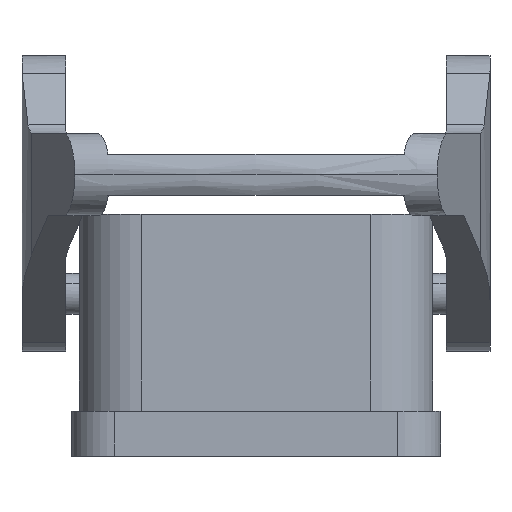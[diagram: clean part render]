
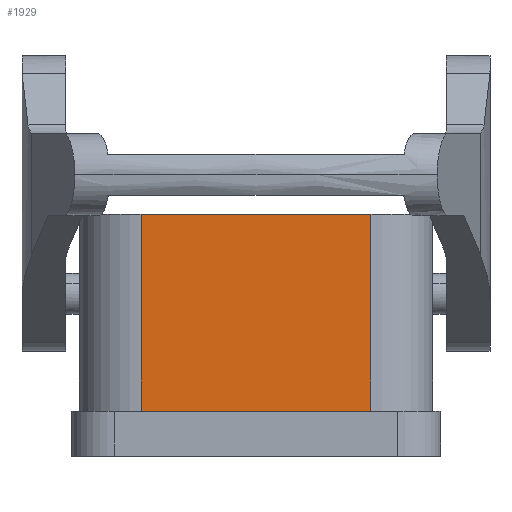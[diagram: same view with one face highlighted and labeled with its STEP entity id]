
A CAD part, front view. The second image highlights one B-rep face of the part: STEP entity #1929.
In plain terms, the highlighted planar face has unit normal (0, -1, 0).
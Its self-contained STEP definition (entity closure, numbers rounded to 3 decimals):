
#1893=AXIS2_PLACEMENT_3D('Plane Axis2P3D',#1890,#1891,#1892) ;
#1855=CARTESIAN_POINT('Line Origine',(14.5,18.5,13.)) ;
#1859=CARTESIAN_POINT('Vertex',(14.5,18.5,24.)) ;
#1861=CARTESIAN_POINT('Vertex',(14.5,18.5,5.5)) ;
#1864=CARTESIAN_POINT('Line Origine',(14.5,18.5,13.)) ;
#1868=CARTESIAN_POINT('Vertex',(14.5,18.5,29.5)) ;
#1890=CARTESIAN_POINT('Axis2P3D Location',(7.,18.5,24.)) ;
#1895=CARTESIAN_POINT('Line Origine',(28.5,18.5,5.5)) ;
#1899=CARTESIAN_POINT('Vertex',(42.5,18.5,5.5)) ;
#1902=CARTESIAN_POINT('Line Origine',(42.5,18.5,14.75)) ;
#1906=CARTESIAN_POINT('Vertex',(42.5,18.5,24.)) ;
#1909=CARTESIAN_POINT('Line Origine',(42.5,18.5,26.75)) ;
#1913=CARTESIAN_POINT('Vertex',(42.5,18.5,29.5)) ;
#1916=CARTESIAN_POINT('Line Origine',(28.5,18.5,29.5)) ;
#1856=DIRECTION('Vector Direction',(0.,0.,-1.)) ;
#1865=DIRECTION('Vector Direction',(0.,0.,-1.)) ;
#1891=DIRECTION('Axis2P3D Direction',(0.,1.,0.)) ;
#1892=DIRECTION('Axis2P3D XDirection',(1.,0.,0.)) ;
#1896=DIRECTION('Vector Direction',(1.,0.,0.)) ;
#1903=DIRECTION('Vector Direction',(0.,0.,-1.)) ;
#1910=DIRECTION('Vector Direction',(0.,0.,1.)) ;
#1917=DIRECTION('Vector Direction',(1.,0.,0.)) ;
#1857=VECTOR('Line Direction',#1856,1.) ;
#1866=VECTOR('Line Direction',#1865,1.) ;
#1897=VECTOR('Line Direction',#1896,1.) ;
#1904=VECTOR('Line Direction',#1903,1.) ;
#1911=VECTOR('Line Direction',#1910,1.) ;
#1918=VECTOR('Line Direction',#1917,1.) ;
#1922=ORIENTED_EDGE('',*,*,#1901,.T.) ;
#1923=ORIENTED_EDGE('',*,*,#1908,.F.) ;
#1924=ORIENTED_EDGE('',*,*,#1915,.T.) ;
#1925=ORIENTED_EDGE('',*,*,#1920,.F.) ;
#1926=ORIENTED_EDGE('',*,*,#1870,.F.) ;
#1927=ORIENTED_EDGE('',*,*,#1863,.T.) ;
#1929=ADVANCED_FACE('Housing',(#1928),#1894,.F.) ;
#1863=EDGE_CURVE('',#1860,#1862,#1858,.T.) ;
#1870=EDGE_CURVE('',#1860,#1869,#1867,.F.) ;
#1901=EDGE_CURVE('',#1862,#1900,#1898,.T.) ;
#1908=EDGE_CURVE('',#1907,#1900,#1905,.T.) ;
#1915=EDGE_CURVE('',#1907,#1914,#1912,.T.) ;
#1920=EDGE_CURVE('',#1869,#1914,#1919,.T.) ;
#1921=EDGE_LOOP('',(#1922,#1923,#1924,#1925,#1926,#1927)) ;
#1928=FACE_OUTER_BOUND('',#1921,.T.) ;
#1858=LINE('Line',#1855,#1857) ;
#1867=LINE('Line',#1864,#1866) ;
#1898=LINE('Line',#1895,#1897) ;
#1905=LINE('Line',#1902,#1904) ;
#1912=LINE('Line',#1909,#1911) ;
#1919=LINE('Line',#1916,#1918) ;
#1894=PLANE('',#1893) ;
#1860=VERTEX_POINT('',#1859) ;
#1862=VERTEX_POINT('',#1861) ;
#1869=VERTEX_POINT('',#1868) ;
#1900=VERTEX_POINT('',#1899) ;
#1907=VERTEX_POINT('',#1906) ;
#1914=VERTEX_POINT('',#1913) ;
